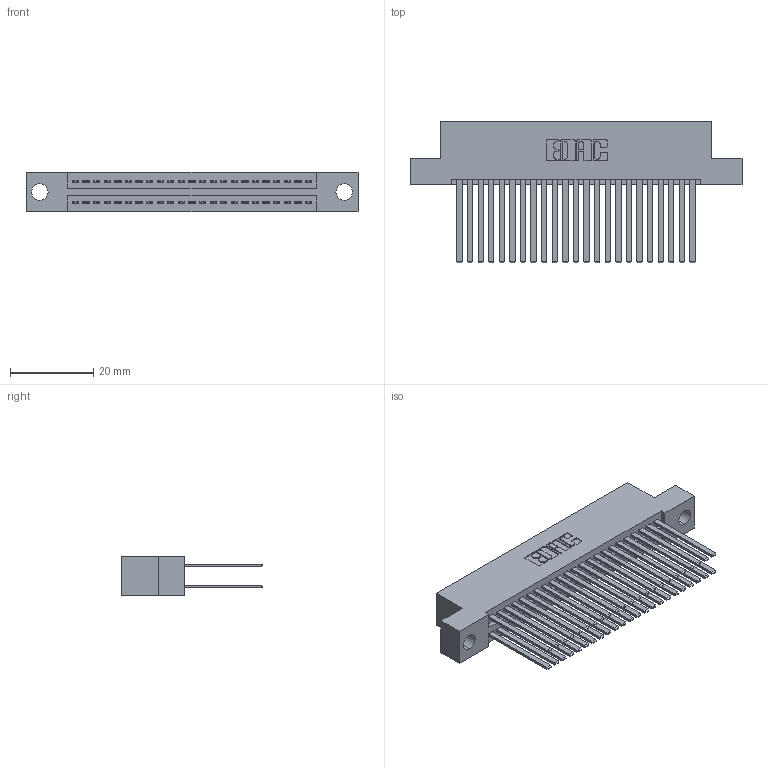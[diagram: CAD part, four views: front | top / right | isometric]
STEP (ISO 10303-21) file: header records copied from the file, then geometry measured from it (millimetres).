
FILE_DESCRIPTION (( 'STEP AP203' ), '1' );
FILE_NAME ('395-046-544-204.STEP', '2018-11-16T16:54:49', ( '' ), ( '' ), 'SwSTEP 2.0', 'SolidWorks 2016', '' );
FILE_SCHEMA (( 'CONFIG_CONTROL_DESIGN' ));
Length unit declared in the file: inch
Products named in the file (3): 395-046-544-204; 345-292-001_345-293-144; 345 Part_Flush Mounting Lugs - 0.156 Dia-TH
Assembly tree (47 placements, depth 2):
  395-046-544-204
    345 Part_Flush Mounting Lugs - 0.156 Dia-TH
    345-292-001_345-293-144  x46
Bounding box: 79.63 x 33.96 x 9.4 mm (x, y, z)
Volume: 8115.9 mm3; surface area: 13333.7 mm2
Topology: 47 solids, 47 shells, 2150 faces, 6367 edges, 4182 vertices
Faces by surface type: plane 1414, cylinder 736
Entity records: 20423 total; most frequent: CARTESIAN_POINT 3440, ORIENTED_EDGE 3374, DIRECTION 3055, EDGE_CURVE 1687, LINE 1467, VECTOR 1467, VERTEX_POINT 1122, AXIS2_PLACEMENT_3D 794
